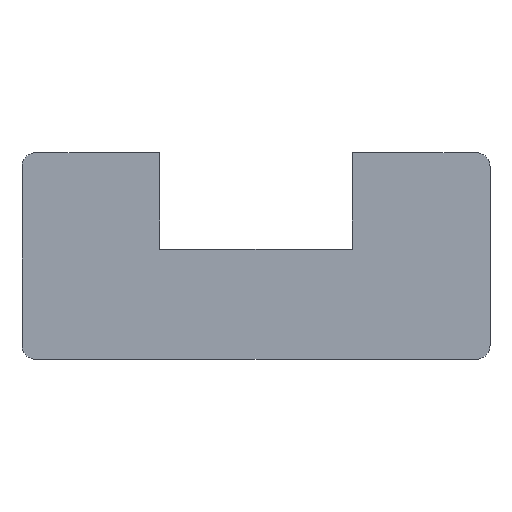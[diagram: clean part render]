
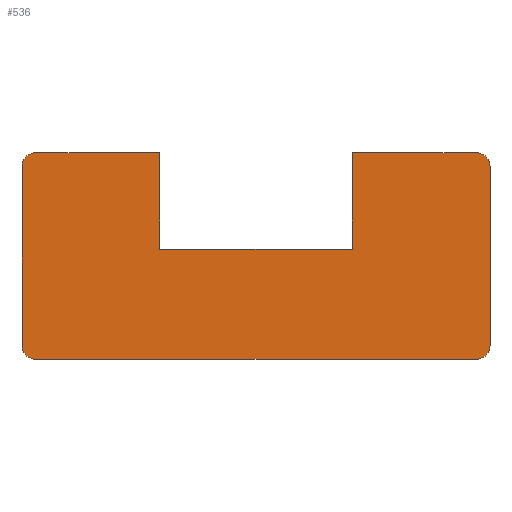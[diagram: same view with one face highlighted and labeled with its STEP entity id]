
A CAD part, top view. The second image highlights one B-rep face of the part: STEP entity #536.
In plain terms, the highlighted planar face has unit normal (0, 0, 1).
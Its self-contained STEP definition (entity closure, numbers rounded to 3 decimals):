
#18=CIRCLE('',#567,1.);
#23=CIRCLE('',#575,1.);
#24=CIRCLE('',#578,1.);
#25=CIRCLE('',#581,1.);
#58=FACE_OUTER_BOUND('',#90,.T.);
#90=EDGE_LOOP('',(#471,#472,#473,#474,#475,#476,#477,#478,#479,#480,#481,
#482));
#131=LINE('',#818,#195);
#141=LINE('',#846,#205);
#144=LINE('',#854,#208);
#147=LINE('',#863,#211);
#150=LINE('',#869,#214);
#152=LINE('',#872,#216);
#153=LINE('',#874,#217);
#154=LINE('',#876,#218);
#195=VECTOR('',#668,10.);
#205=VECTOR('',#692,10.);
#208=VECTOR('',#701,10.);
#211=VECTOR('',#710,10.);
#214=VECTOR('',#715,10.);
#216=VECTOR('',#719,10.);
#217=VECTOR('',#722,10.);
#218=VECTOR('',#725,10.);
#243=VERTEX_POINT('',#805);
#244=VERTEX_POINT('',#806);
#248=VERTEX_POINT('',#816);
#258=VERTEX_POINT('',#840);
#259=VERTEX_POINT('',#844);
#260=VERTEX_POINT('',#848);
#261=VERTEX_POINT('',#849);
#262=VERTEX_POINT('',#856);
#263=VERTEX_POINT('',#857);
#264=VERTEX_POINT('',#862);
#265=VERTEX_POINT('',#866);
#266=VERTEX_POINT('',#868);
#303=EDGE_CURVE('',#243,#244,#18,.T.);
#309=EDGE_CURVE('',#243,#248,#131,.T.);
#320=EDGE_CURVE('',#258,#248,#23,.T.);
#323=EDGE_CURVE('',#258,#259,#141,.T.);
#324=EDGE_CURVE('',#260,#261,#24,.T.);
#327=EDGE_CURVE('',#260,#244,#144,.T.);
#328=EDGE_CURVE('',#262,#263,#25,.T.);
#331=EDGE_CURVE('',#264,#263,#147,.T.);
#334=EDGE_CURVE('',#266,#265,#150,.T.);
#336=EDGE_CURVE('',#259,#266,#152,.T.);
#337=EDGE_CURVE('',#262,#261,#153,.T.);
#338=EDGE_CURVE('',#265,#264,#154,.T.);
#471=ORIENTED_EDGE('',*,*,#303,.F.);
#472=ORIENTED_EDGE('',*,*,#309,.T.);
#473=ORIENTED_EDGE('',*,*,#320,.F.);
#474=ORIENTED_EDGE('',*,*,#323,.T.);
#475=ORIENTED_EDGE('',*,*,#336,.T.);
#476=ORIENTED_EDGE('',*,*,#334,.T.);
#477=ORIENTED_EDGE('',*,*,#338,.T.);
#478=ORIENTED_EDGE('',*,*,#331,.T.);
#479=ORIENTED_EDGE('',*,*,#328,.F.);
#480=ORIENTED_EDGE('',*,*,#337,.T.);
#481=ORIENTED_EDGE('',*,*,#324,.F.);
#482=ORIENTED_EDGE('',*,*,#327,.T.);
#507=PLANE('',#587);
#536=ADVANCED_FACE('',(#58),#507,.T.);
#567=AXIS2_PLACEMENT_3D('',#807,#658,#659);
#575=AXIS2_PLACEMENT_3D('',#841,#686,#687);
#578=AXIS2_PLACEMENT_3D('',#850,#695,#696);
#581=AXIS2_PLACEMENT_3D('',#858,#704,#705);
#587=AXIS2_PLACEMENT_3D('',#877,#726,#727);
#658=DIRECTION('center_axis',(0.,0.,-1.));
#659=DIRECTION('ref_axis',(0.707,-0.707,0.));
#668=DIRECTION('',(0.,1.,0.));
#686=DIRECTION('center_axis',(0.,0.,-1.));
#687=DIRECTION('ref_axis',(0.707,0.707,0.));
#692=DIRECTION('',(-1.,0.,0.));
#695=DIRECTION('center_axis',(0.,0.,-1.));
#696=DIRECTION('ref_axis',(-0.707,-0.707,0.));
#701=DIRECTION('',(1.,0.,0.));
#704=DIRECTION('center_axis',(0.,0.,-1.));
#705=DIRECTION('ref_axis',(-0.707,0.707,0.));
#710=DIRECTION('',(-1.,0.,0.));
#715=DIRECTION('',(-1.,0.,0.));
#719=DIRECTION('',(0.,-1.,0.));
#722=DIRECTION('',(0.,-1.,0.));
#725=DIRECTION('',(0.,1.,0.));
#726=DIRECTION('center_axis',(0.,0.,1.));
#727=DIRECTION('ref_axis',(1.,0.,0.));
#805=CARTESIAN_POINT('',(17.,-4.,77.));
#806=CARTESIAN_POINT('',(16.,-5.,77.));
#807=CARTESIAN_POINT('Origin',(16.,-4.,77.));
#816=CARTESIAN_POINT('',(17.,9.,77.));
#818=CARTESIAN_POINT('',(17.,10.,77.));
#840=CARTESIAN_POINT('',(16.,10.,77.));
#841=CARTESIAN_POINT('Origin',(16.,9.,77.));
#844=CARTESIAN_POINT('',(7.,10.,77.));
#846=CARTESIAN_POINT('',(-17.,10.,77.));
#848=CARTESIAN_POINT('',(-16.,-5.,77.));
#849=CARTESIAN_POINT('',(-17.,-4.,77.));
#850=CARTESIAN_POINT('Origin',(-16.,-4.,77.));
#854=CARTESIAN_POINT('',(17.,-5.,77.));
#856=CARTESIAN_POINT('',(-17.,9.,77.));
#857=CARTESIAN_POINT('',(-16.,10.,77.));
#858=CARTESIAN_POINT('Origin',(-16.,9.,77.));
#862=CARTESIAN_POINT('',(-7.,10.,77.));
#863=CARTESIAN_POINT('',(-17.,10.,77.));
#866=CARTESIAN_POINT('',(-7.,3.,77.));
#868=CARTESIAN_POINT('',(7.,3.,77.));
#869=CARTESIAN_POINT('',(7.,3.,77.));
#872=CARTESIAN_POINT('',(7.,12.,77.));
#874=CARTESIAN_POINT('',(-17.,-5.,77.));
#876=CARTESIAN_POINT('',(-7.,3.,77.));
#877=CARTESIAN_POINT('Origin',(0.,2.5,77.));
